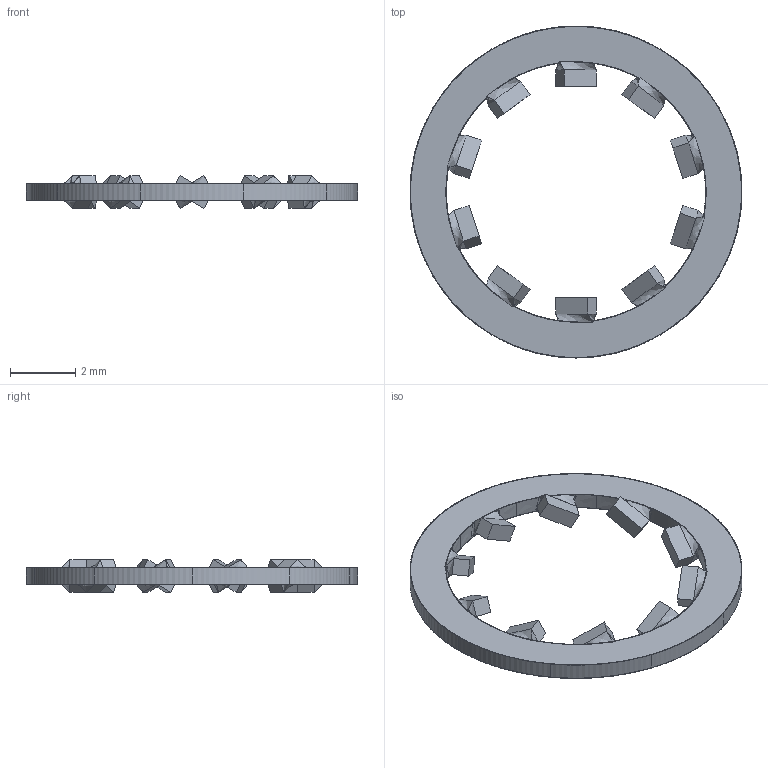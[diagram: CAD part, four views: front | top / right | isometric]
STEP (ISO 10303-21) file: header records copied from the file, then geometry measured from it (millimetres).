
FILE_DESCRIPTION (( 'STEP AP203' ), '1' );
FILE_NAME ('washer, lock, int tooth, id6.5, od10.2, 0.5thk.STEP', '2019-01-16T18:32:57', ( '' ), ( '' ), 'SwSTEP 2.0', 'SolidWorks 2015', '' );
FILE_SCHEMA (( 'CONFIG_CONTROL_DESIGN' ));
Length unit declared in the file: millimetre
Products named in the file (1): washer, lock, int tooth, id6.5, od10.2, 0.5thk
Bounding box: 10.2 x 10.2 x 1 mm (x, y, z)
Surface area: 939.7 mm2
Topology: 10 solids, 10 shells, 180 faces, 480 edges, 320 vertices
Faces by surface type: plane 70, bspline 60, cylinder 50
Entity records: 7503 total; most frequent: CARTESIAN_POINT 3261, ORIENTED_EDGE 960, DIRECTION 702, EDGE_CURVE 480, VERTEX_POINT 320, AXIS2_PLACEMENT_3D 241, VECTOR 220, LINE 220
